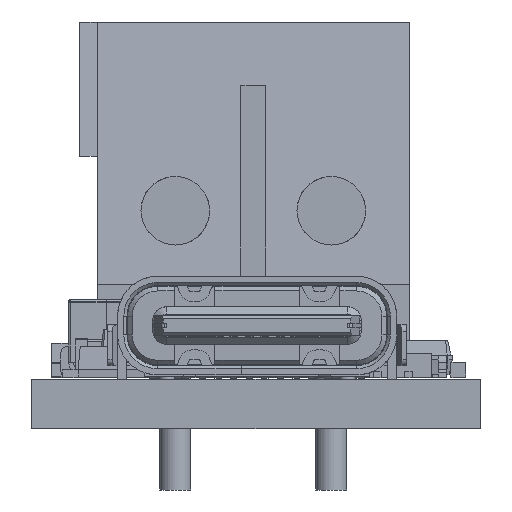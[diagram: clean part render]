
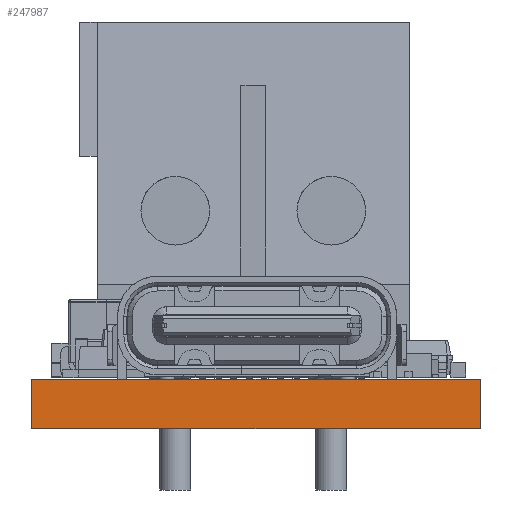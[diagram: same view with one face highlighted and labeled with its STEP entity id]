
A CAD part, front view. The second image highlights one B-rep face of the part: STEP entity #247987.
In plain terms, the highlighted planar face has unit normal (0, -1, 0).
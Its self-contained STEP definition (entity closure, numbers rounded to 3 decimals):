
#247987 = ADVANCED_FACE('',(#247988),#248002,.T.);
#247988 = FACE_BOUND('',#247989,.T.);
#247989 = EDGE_LOOP('',(#247990,#248025,#248053,#248081));
#247990 = ORIENTED_EDGE('',*,*,#247991,.T.);
#247991 = EDGE_CURVE('',#247992,#247994,#247996,.T.);
#247992 = VERTEX_POINT('',#247993);
#247993 = CARTESIAN_POINT('',(7.186,-0.,0.));
#247994 = VERTEX_POINT('',#247995);
#247995 = CARTESIAN_POINT('',(7.186,0.,1.58));
#247996 = SURFACE_CURVE('',#247997,(#248001,#248013),.PCURVE_S1.);
#247997 = LINE('',#247998,#247999);
#247998 = CARTESIAN_POINT('',(7.186,-0.,0.));
#247999 = VECTOR('',#248000,1.);
#248000 = DIRECTION('',(0.,0.,1.));
#248001 = PCURVE('',#248002,#248007);
#248002 = PLANE('',#248003);
#248003 = AXIS2_PLACEMENT_3D('',#248004,#248005,#248006);
#248004 = CARTESIAN_POINT('',(7.186,0.,0.));
#248005 = DIRECTION('',(0.,-1.,0.));
#248006 = DIRECTION('',(-1.,0.,0.));
#248007 = DEFINITIONAL_REPRESENTATION('',(#248008),#248012);
#248008 = LINE('',#248009,#248010);
#248009 = CARTESIAN_POINT('',(0.,0.));
#248010 = VECTOR('',#248011,1.);
#248011 = DIRECTION('',(0.,-1.));
#248012 = ( GEOMETRIC_REPRESENTATION_CONTEXT(2) 
PARAMETRIC_REPRESENTATION_CONTEXT() REPRESENTATION_CONTEXT('2D SPACE',''
  ) );
#248013 = PCURVE('',#248014,#248019);
#248014 = PLANE('',#248015);
#248015 = AXIS2_PLACEMENT_3D('',#248016,#248017,#248018);
#248016 = CARTESIAN_POINT('',(7.186,34.,0.));
#248017 = DIRECTION('',(1.,0.,-0.));
#248018 = DIRECTION('',(0.,-1.,0.));
#248019 = DEFINITIONAL_REPRESENTATION('',(#248020),#248024);
#248020 = LINE('',#248021,#248022);
#248021 = CARTESIAN_POINT('',(34.,0.));
#248022 = VECTOR('',#248023,1.);
#248023 = DIRECTION('',(0.,-1.));
#248024 = ( GEOMETRIC_REPRESENTATION_CONTEXT(2) 
PARAMETRIC_REPRESENTATION_CONTEXT() REPRESENTATION_CONTEXT('2D SPACE',''
  ) );
#248025 = ORIENTED_EDGE('',*,*,#248026,.T.);
#248026 = EDGE_CURVE('',#247994,#248027,#248029,.T.);
#248027 = VERTEX_POINT('',#248028);
#248028 = CARTESIAN_POINT('',(-7.186,0.,1.58));
#248029 = SURFACE_CURVE('',#248030,(#248034,#248041),.PCURVE_S1.);
#248030 = LINE('',#248031,#248032);
#248031 = CARTESIAN_POINT('',(7.186,0.,1.58));
#248032 = VECTOR('',#248033,1.);
#248033 = DIRECTION('',(-1.,0.,0.));
#248034 = PCURVE('',#248002,#248035);
#248035 = DEFINITIONAL_REPRESENTATION('',(#248036),#248040);
#248036 = LINE('',#248037,#248038);
#248037 = CARTESIAN_POINT('',(0.,-1.58));
#248038 = VECTOR('',#248039,1.);
#248039 = DIRECTION('',(1.,0.));
#248040 = ( GEOMETRIC_REPRESENTATION_CONTEXT(2) 
PARAMETRIC_REPRESENTATION_CONTEXT() REPRESENTATION_CONTEXT('2D SPACE',''
  ) );
#248041 = PCURVE('',#248042,#248047);
#248042 = PLANE('',#248043);
#248043 = AXIS2_PLACEMENT_3D('',#248044,#248045,#248046);
#248044 = CARTESIAN_POINT('',(0.,17.,1.58));
#248045 = DIRECTION('',(-0.,-0.,-1.));
#248046 = DIRECTION('',(-1.,0.,0.));
#248047 = DEFINITIONAL_REPRESENTATION('',(#248048),#248052);
#248048 = LINE('',#248049,#248050);
#248049 = CARTESIAN_POINT('',(-7.186,-17.));
#248050 = VECTOR('',#248051,1.);
#248051 = DIRECTION('',(1.,0.));
#248052 = ( GEOMETRIC_REPRESENTATION_CONTEXT(2) 
PARAMETRIC_REPRESENTATION_CONTEXT() REPRESENTATION_CONTEXT('2D SPACE',''
  ) );
#248053 = ORIENTED_EDGE('',*,*,#248054,.F.);
#248054 = EDGE_CURVE('',#248055,#248027,#248057,.T.);
#248055 = VERTEX_POINT('',#248056);
#248056 = CARTESIAN_POINT('',(-7.186,-0.,0.));
#248057 = SURFACE_CURVE('',#248058,(#248062,#248069),.PCURVE_S1.);
#248058 = LINE('',#248059,#248060);
#248059 = CARTESIAN_POINT('',(-7.186,-0.,0.));
#248060 = VECTOR('',#248061,1.);
#248061 = DIRECTION('',(0.,0.,1.));
#248062 = PCURVE('',#248002,#248063);
#248063 = DEFINITIONAL_REPRESENTATION('',(#248064),#248068);
#248064 = LINE('',#248065,#248066);
#248065 = CARTESIAN_POINT('',(14.373,0.));
#248066 = VECTOR('',#248067,1.);
#248067 = DIRECTION('',(0.,-1.));
#248068 = ( GEOMETRIC_REPRESENTATION_CONTEXT(2) 
PARAMETRIC_REPRESENTATION_CONTEXT() REPRESENTATION_CONTEXT('2D SPACE',''
  ) );
#248069 = PCURVE('',#248070,#248075);
#248070 = PLANE('',#248071);
#248071 = AXIS2_PLACEMENT_3D('',#248072,#248073,#248074);
#248072 = CARTESIAN_POINT('',(-7.186,0.,0.));
#248073 = DIRECTION('',(-1.,0.,0.));
#248074 = DIRECTION('',(0.,1.,0.));
#248075 = DEFINITIONAL_REPRESENTATION('',(#248076),#248080);
#248076 = LINE('',#248077,#248078);
#248077 = CARTESIAN_POINT('',(0.,0.));
#248078 = VECTOR('',#248079,1.);
#248079 = DIRECTION('',(0.,-1.));
#248080 = ( GEOMETRIC_REPRESENTATION_CONTEXT(2) 
PARAMETRIC_REPRESENTATION_CONTEXT() REPRESENTATION_CONTEXT('2D SPACE',''
  ) );
#248081 = ORIENTED_EDGE('',*,*,#248082,.F.);
#248082 = EDGE_CURVE('',#247992,#248055,#248083,.T.);
#248083 = SURFACE_CURVE('',#248084,(#248088,#248095),.PCURVE_S1.);
#248084 = LINE('',#248085,#248086);
#248085 = CARTESIAN_POINT('',(7.186,-0.,0.));
#248086 = VECTOR('',#248087,1.);
#248087 = DIRECTION('',(-1.,0.,0.));
#248088 = PCURVE('',#248002,#248089);
#248089 = DEFINITIONAL_REPRESENTATION('',(#248090),#248094);
#248090 = LINE('',#248091,#248092);
#248091 = CARTESIAN_POINT('',(0.,0.));
#248092 = VECTOR('',#248093,1.);
#248093 = DIRECTION('',(1.,0.));
#248094 = ( GEOMETRIC_REPRESENTATION_CONTEXT(2) 
PARAMETRIC_REPRESENTATION_CONTEXT() REPRESENTATION_CONTEXT('2D SPACE',''
  ) );
#248095 = PCURVE('',#248096,#248101);
#248096 = PLANE('',#248097);
#248097 = AXIS2_PLACEMENT_3D('',#248098,#248099,#248100);
#248098 = CARTESIAN_POINT('',(0.,17.,0.));
#248099 = DIRECTION('',(-0.,-0.,-1.));
#248100 = DIRECTION('',(-1.,0.,0.));
#248101 = DEFINITIONAL_REPRESENTATION('',(#248102),#248106);
#248102 = LINE('',#248103,#248104);
#248103 = CARTESIAN_POINT('',(-7.186,-17.));
#248104 = VECTOR('',#248105,1.);
#248105 = DIRECTION('',(1.,0.));
#248106 = ( GEOMETRIC_REPRESENTATION_CONTEXT(2) 
PARAMETRIC_REPRESENTATION_CONTEXT() REPRESENTATION_CONTEXT('2D SPACE',''
  ) );
